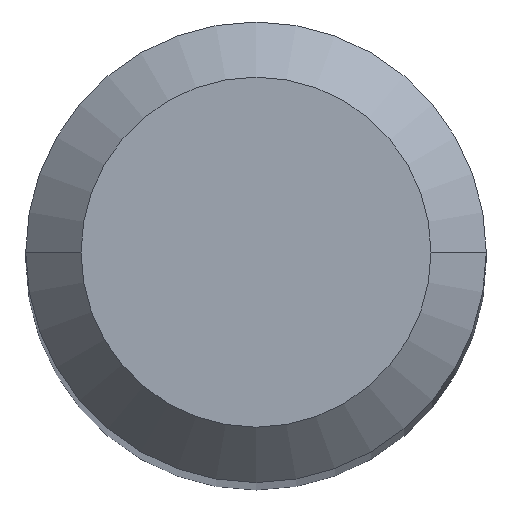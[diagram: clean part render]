
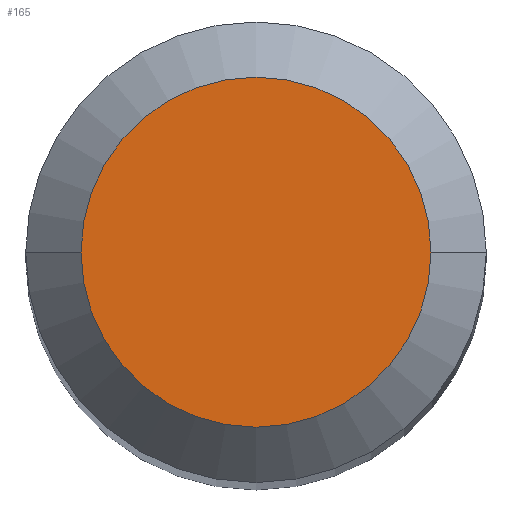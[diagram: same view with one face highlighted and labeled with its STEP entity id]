
A CAD part, top view. The second image highlights one B-rep face of the part: STEP entity #165.
In plain terms, the highlighted planar face has unit normal (0, 0, 1).
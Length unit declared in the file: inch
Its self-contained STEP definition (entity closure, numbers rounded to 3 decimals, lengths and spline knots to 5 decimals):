
#12 = EDGE_CURVE ( 'NONE', #239, #231, #269, .T. ) ;
#28 = EDGE_LOOP ( 'NONE', ( #253, #275 ) ) ;
#34 = DIRECTION ( 'NONE',  ( 1., 0., 0. ) ) ;
#48 = AXIS2_PLACEMENT_3D ( 'NONE', #278, #125, #34 ) ;
#49 = CARTESIAN_POINT ( 'NONE',  ( 0., 0., 1.5 ) ) ;
#82 = DIRECTION ( 'NONE',  ( 1., 0., 0. ) ) ;
#85 = PLANE ( 'NONE',  #234 ) ;
#110 = DIRECTION ( 'NONE',  ( 1., 0., 0. ) ) ;
#125 = DIRECTION ( 'NONE',  ( 0., 0., 1. ) ) ;
#133 = CIRCLE ( 'NONE', #315, 0.0475 ) ;
#138 = CARTESIAN_POINT ( 'NONE',  ( 0.0475, 0., 1.5 ) ) ;
#165 = ADVANCED_FACE ( 'NONE', ( #256 ), #85, .T. ) ;
#200 = DIRECTION ( 'NONE',  ( 0., 0., 1. ) ) ;
#231 = VERTEX_POINT ( 'NONE', #138 ) ;
#234 = AXIS2_PLACEMENT_3D ( 'NONE', #308, #302, #82 ) ;
#239 = VERTEX_POINT ( 'NONE', #299 ) ;
#253 = ORIENTED_EDGE ( 'NONE', *, *, #12, .T. ) ;
#255 = EDGE_CURVE ( 'NONE', #231, #239, #133, .T. ) ;
#256 = FACE_OUTER_BOUND ( 'NONE', #28, .T. ) ;
#269 = CIRCLE ( 'NONE', #48, 0.0475 ) ;
#275 = ORIENTED_EDGE ( 'NONE', *, *, #255, .T. ) ;
#278 = CARTESIAN_POINT ( 'NONE',  ( 0., 0., 1.5 ) ) ;
#299 = CARTESIAN_POINT ( 'NONE',  ( -0.0475, 0., 1.5 ) ) ;
#302 = DIRECTION ( 'NONE',  ( 0., 0., 1. ) ) ;
#308 = CARTESIAN_POINT ( 'NONE',  ( 0., 0., 1.5 ) ) ;
#315 = AXIS2_PLACEMENT_3D ( 'NONE', #49, #200, #110 ) ;
